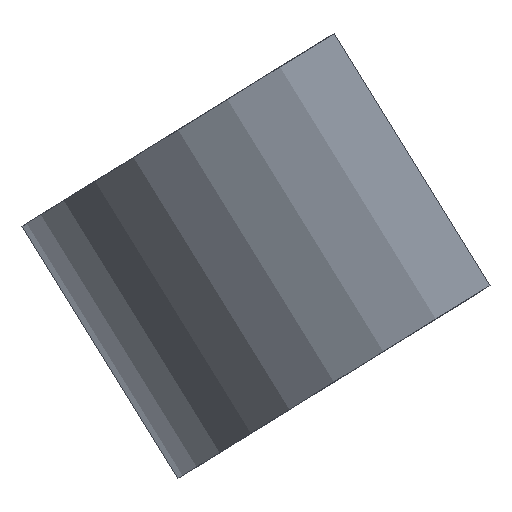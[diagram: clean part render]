
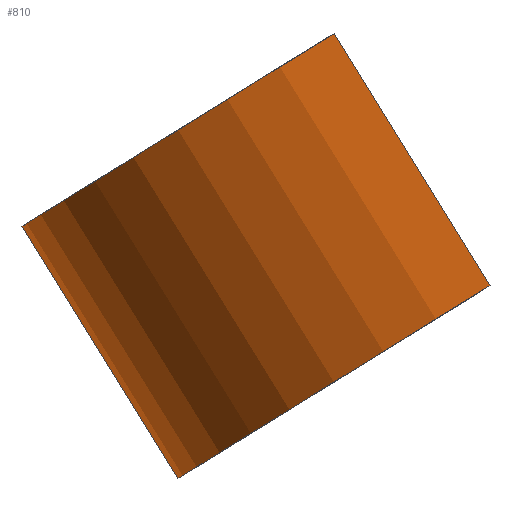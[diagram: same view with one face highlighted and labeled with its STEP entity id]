
A CAD part, front view. The second image highlights one B-rep face of the part: STEP entity #810.
In plain terms, the highlighted cylindrical face has radius 50 mm (diameter 100 mm), a partial arc.
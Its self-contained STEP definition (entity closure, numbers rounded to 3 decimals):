
#71 = PLANE('',#72);
#72 = AXIS2_PLACEMENT_3D('',#73,#74,#75);
#73 = CARTESIAN_POINT('',(11384.735,22.278,
    3147.066));
#74 = DIRECTION('',(-0.526,0.,0.851));
#75 = DIRECTION('',(0.851,0.,0.526));
#121 = PLANE('',#122);
#122 = AXIS2_PLACEMENT_3D('',#123,#124,#125);
#123 = CARTESIAN_POINT('',(11363.495,22.278,
    3181.432));
#124 = DIRECTION('',(-0.526,0.,0.851));
#125 = DIRECTION('',(0.851,0.,0.526));
#182 = PLANE('',#183);
#183 = AXIS2_PLACEMENT_3D('',#184,#185,#186);
#184 = CARTESIAN_POINT('',(9632.356,0.,5953.186));
#185 = DIRECTION('',(0.851,0.,0.526));
#186 = DIRECTION('',(0.,-1.,0.));
#228 = VERTEX_POINT('',#229);
#229 = CARTESIAN_POINT('',(11350.411,-500.,3173.345)
  );
#248 = EDGE_CURVE('',#228,#249,#251,.T.);
#249 = VERTEX_POINT('',#250);
#250 = CARTESIAN_POINT('',(11392.943,-550.,3199.632)
  );
#251 = SURFACE_CURVE('',#252,(#257,#264),.PCURVE_S1.);
#252 = CIRCLE('',#253,50.);
#253 = AXIS2_PLACEMENT_3D('',#254,#255,#256);
#254 = CARTESIAN_POINT('',(11392.943,-500.,3199.632)
  );
#255 = DIRECTION('',(-0.526,0.,0.851));
#256 = DIRECTION('',(-0.851,0.,-0.526));
#257 = PCURVE('',#121,#258);
#258 = DEFINITIONAL_REPRESENTATION('',(#259),#263);
#259 = CIRCLE('',#260,50.);
#260 = AXIS2_PLACEMENT_2D('',#261,#262);
#261 = CARTESIAN_POINT('',(34.619,-522.278));
#262 = DIRECTION('',(-1.,0.));
#263 = ( GEOMETRIC_REPRESENTATION_CONTEXT(2) 
PARAMETRIC_REPRESENTATION_CONTEXT() REPRESENTATION_CONTEXT('2D SPACE',''
  ) );
#264 = PCURVE('',#265,#270);
#265 = CYLINDRICAL_SURFACE('',#266,50.);
#266 = AXIS2_PLACEMENT_3D('',#267,#268,#269);
#267 = CARTESIAN_POINT('',(11814.028,-500.,2518.309)
  );
#268 = DIRECTION('',(-0.526,0.,0.851));
#269 = DIRECTION('',(-0.851,0.,-0.526));
#270 = DEFINITIONAL_REPRESENTATION('',(#271),#275);
#271 = LINE('',#272,#273);
#272 = CARTESIAN_POINT('',(0.,800.945));
#273 = VECTOR('',#274,1.);
#274 = DIRECTION('',(1.,0.));
#275 = ( GEOMETRIC_REPRESENTATION_CONTEXT(2) 
PARAMETRIC_REPRESENTATION_CONTEXT() REPRESENTATION_CONTEXT('2D SPACE',''
  ) );
#292 = PLANE('',#293);
#293 = AXIS2_PLACEMENT_3D('',#294,#295,#296);
#294 = CARTESIAN_POINT('',(7953.821,-21.169,
    8764.191));
#295 = DIRECTION('',(0.851,0.,0.526));
#296 = DIRECTION('',(0.,-1.,0.));
#489 = VERTEX_POINT('',#490);
#490 = CARTESIAN_POINT('',(11371.65,-500.,3138.979)
  );
#509 = EDGE_CURVE('',#489,#510,#512,.T.);
#510 = VERTEX_POINT('',#511);
#511 = CARTESIAN_POINT('',(11414.183,-550.,3165.266)
  );
#512 = SURFACE_CURVE('',#513,(#518,#525),.PCURVE_S1.);
#513 = CIRCLE('',#514,50.);
#514 = AXIS2_PLACEMENT_3D('',#515,#516,#517);
#515 = CARTESIAN_POINT('',(11414.183,-500.,3165.266)
  );
#516 = DIRECTION('',(-0.526,0.,0.851));
#517 = DIRECTION('',(-0.851,0.,-0.526));
#518 = PCURVE('',#71,#519);
#519 = DEFINITIONAL_REPRESENTATION('',(#520),#524);
#520 = CIRCLE('',#521,50.);
#521 = AXIS2_PLACEMENT_2D('',#522,#523);
#522 = CARTESIAN_POINT('',(34.619,-522.278));
#523 = DIRECTION('',(-1.,0.));
#524 = ( GEOMETRIC_REPRESENTATION_CONTEXT(2) 
PARAMETRIC_REPRESENTATION_CONTEXT() REPRESENTATION_CONTEXT('2D SPACE',''
  ) );
#525 = PCURVE('',#265,#526);
#526 = DEFINITIONAL_REPRESENTATION('',(#527),#531);
#527 = LINE('',#528,#529);
#528 = CARTESIAN_POINT('',(0.,760.545));
#529 = VECTOR('',#530,1.);
#530 = DIRECTION('',(1.,0.));
#531 = ( GEOMETRIC_REPRESENTATION_CONTEXT(2) 
PARAMETRIC_REPRESENTATION_CONTEXT() REPRESENTATION_CONTEXT('2D SPACE',''
  ) );
#653 = EDGE_CURVE('',#489,#228,#654,.T.);
#654 = SURFACE_CURVE('',#655,(#659,#666),.PCURVE_S1.);
#655 = LINE('',#656,#657);
#656 = CARTESIAN_POINT('',(11771.496,-500.,2492.023)
  );
#657 = VECTOR('',#658,1.);
#658 = DIRECTION('',(-0.526,0.,0.851));
#659 = PCURVE('',#182,#660);
#660 = DEFINITIONAL_REPRESENTATION('',(#661),#665);
#661 = LINE('',#662,#663);
#662 = CARTESIAN_POINT('',(500.,4068.854));
#663 = VECTOR('',#664,1.);
#664 = DIRECTION('',(0.,-1.));
#665 = ( GEOMETRIC_REPRESENTATION_CONTEXT(2) 
PARAMETRIC_REPRESENTATION_CONTEXT() REPRESENTATION_CONTEXT('2D SPACE',''
  ) );
#666 = PCURVE('',#265,#667);
#667 = DEFINITIONAL_REPRESENTATION('',(#668),#672);
#668 = LINE('',#669,#670);
#669 = CARTESIAN_POINT('',(0.,0.));
#670 = VECTOR('',#671,1.);
#671 = DIRECTION('',(0.,1.));
#672 = ( GEOMETRIC_REPRESENTATION_CONTEXT(2) 
PARAMETRIC_REPRESENTATION_CONTEXT() REPRESENTATION_CONTEXT('2D SPACE',''
  ) );
#787 = EDGE_CURVE('',#510,#249,#788,.T.);
#788 = SURFACE_CURVE('',#789,(#793,#800),.PCURVE_S1.);
#789 = LINE('',#790,#791);
#790 = CARTESIAN_POINT('',(11814.028,-550.,2518.309)
  );
#791 = VECTOR('',#792,1.);
#792 = DIRECTION('',(-0.526,0.,0.851));
#793 = PCURVE('',#292,#794);
#794 = DEFINITIONAL_REPRESENTATION('',(#795),#799);
#795 = LINE('',#796,#797);
#796 = CARTESIAN_POINT('',(528.831,7342.495));
#797 = VECTOR('',#798,1.);
#798 = DIRECTION('',(0.,-1.));
#799 = ( GEOMETRIC_REPRESENTATION_CONTEXT(2) 
PARAMETRIC_REPRESENTATION_CONTEXT() REPRESENTATION_CONTEXT('2D SPACE',''
  ) );
#800 = PCURVE('',#265,#801);
#801 = DEFINITIONAL_REPRESENTATION('',(#802),#806);
#802 = LINE('',#803,#804);
#803 = CARTESIAN_POINT('',(1.571,0.));
#804 = VECTOR('',#805,1.);
#805 = DIRECTION('',(0.,1.));
#806 = ( GEOMETRIC_REPRESENTATION_CONTEXT(2) 
PARAMETRIC_REPRESENTATION_CONTEXT() REPRESENTATION_CONTEXT('2D SPACE',''
  ) );
#810 = ADVANCED_FACE('',(#811),#265,.T.);
#811 = FACE_BOUND('',#812,.T.);
#812 = EDGE_LOOP('',(#813,#814,#815,#816));
#813 = ORIENTED_EDGE('',*,*,#653,.F.);
#814 = ORIENTED_EDGE('',*,*,#509,.T.);
#815 = ORIENTED_EDGE('',*,*,#787,.T.);
#816 = ORIENTED_EDGE('',*,*,#248,.F.);
